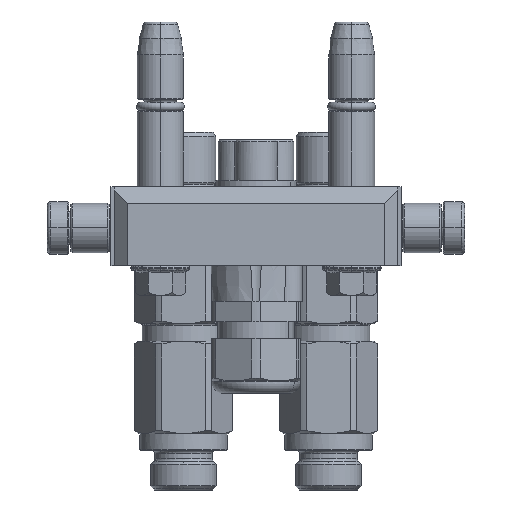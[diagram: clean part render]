
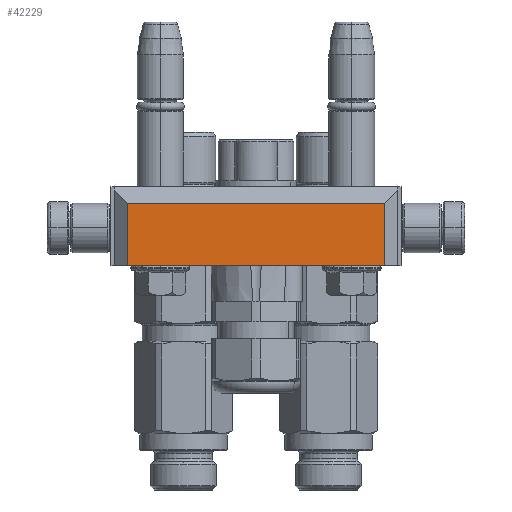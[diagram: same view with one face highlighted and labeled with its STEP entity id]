
A CAD part, left-side view. The second image highlights one B-rep face of the part: STEP entity #42229.
In plain terms, the highlighted face is planar.
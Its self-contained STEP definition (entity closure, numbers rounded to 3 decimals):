
#1000 = LINE ( 'NONE', #35609, #35652 ) ;
#1010 = EDGE_CURVE ( 'NONE', #32553, #1941, #55108, .T. ) ;
#1941 = VERTEX_POINT ( 'NONE', #42891 ) ;
#4176 = ORIENTED_EDGE ( 'NONE', *, *, #16001, .F. ) ;
#8083 = DIRECTION ( 'NONE',  ( 0., 0., -1. ) ) ;
#12090 = CARTESIAN_POINT ( 'NONE',  ( 39., 42.75, 24. ) ) ;
#14685 = DIRECTION ( 'NONE',  ( 0., 0., -1. ) ) ;
#16001 = EDGE_CURVE ( 'NONE', #29790, #32553, #17931, .T. ) ;
#16480 = VECTOR ( 'NONE', #46465, 1000. ) ;
#17204 = VERTEX_POINT ( 'NONE', #12090 ) ;
#17931 = LINE ( 'NONE', #24883, #29308 ) ;
#19294 = ORIENTED_EDGE ( 'NONE', *, *, #37354, .T. ) ;
#19301 = FACE_OUTER_BOUND ( 'NONE', #46281, .T. ) ;
#24883 = CARTESIAN_POINT ( 'NONE',  ( -39., 42.75, 24. ) ) ;
#28967 = CARTESIAN_POINT ( 'NONE',  ( -39., 42.75, 5. ) ) ;
#29308 = VECTOR ( 'NONE', #8083, 1000. ) ;
#29790 = VERTEX_POINT ( 'NONE', #33517 ) ;
#31434 = AXIS2_PLACEMENT_3D ( 'NONE', #32771, #49566, #40603 ) ;
#32449 = DIRECTION ( 'NONE',  ( 1., 0., 0. ) ) ;
#32553 = VERTEX_POINT ( 'NONE', #28967 ) ;
#32771 = CARTESIAN_POINT ( 'NONE',  ( 44., 42.75, 0. ) ) ;
#33517 = CARTESIAN_POINT ( 'NONE',  ( -39., 42.75, 24. ) ) ;
#34900 = ORIENTED_EDGE ( 'NONE', *, *, #50886, .F. ) ;
#35609 = CARTESIAN_POINT ( 'NONE',  ( 39., 42.75, 24. ) ) ;
#35652 = VECTOR ( 'NONE', #14685, 1000. ) ;
#37354 = EDGE_CURVE ( 'NONE', #17204, #1941, #1000, .T. ) ;
#40603 = DIRECTION ( 'NONE',  ( -1., 0., 0. ) ) ;
#41202 = CARTESIAN_POINT ( 'NONE',  ( -39., 42.75, 5. ) ) ;
#41786 = CARTESIAN_POINT ( 'NONE',  ( 39., 42.75, 24. ) ) ;
#42229 = ADVANCED_FACE ( 'NONE', ( #19301 ), #45645, .T. ) ;
#42891 = CARTESIAN_POINT ( 'NONE',  ( 39., 42.75, 5. ) ) ;
#45645 = PLANE ( 'NONE',  #31434 ) ;
#46281 = EDGE_LOOP ( 'NONE', ( #34900, #19294, #46649, #4176 ) ) ;
#46465 = DIRECTION ( 'NONE',  ( -1., 0., 0. ) ) ;
#46649 = ORIENTED_EDGE ( 'NONE', *, *, #1010, .F. ) ;
#47199 = LINE ( 'NONE', #41786, #16480 ) ;
#48386 = VECTOR ( 'NONE', #32449, 1000. ) ;
#49566 = DIRECTION ( 'NONE',  ( 0., 1., 0. ) ) ;
#50886 = EDGE_CURVE ( 'NONE', #17204, #29790, #47199, .T. ) ;
#55108 = LINE ( 'NONE', #41202, #48386 ) ;
